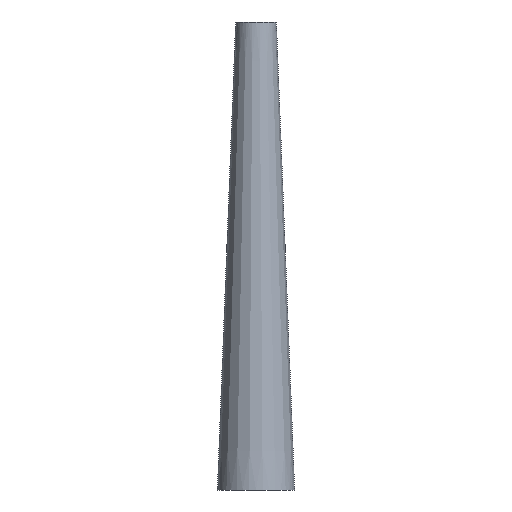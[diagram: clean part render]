
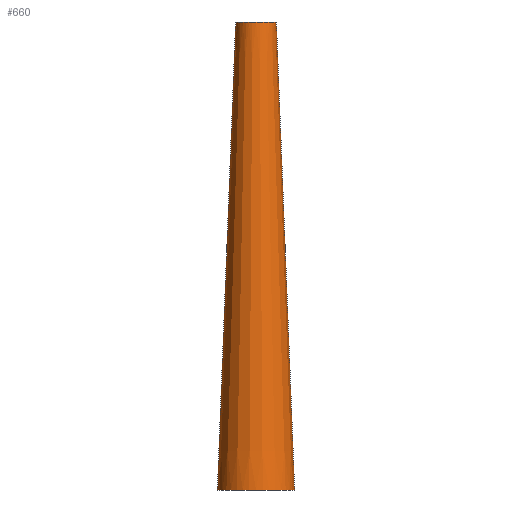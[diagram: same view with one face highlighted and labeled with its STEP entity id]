
A CAD part, left-side view. The second image highlights one B-rep face of the part: STEP entity #660.
In plain terms, the highlighted conical face has half-angle 2.241 degrees and reference radius 1.9 mm.
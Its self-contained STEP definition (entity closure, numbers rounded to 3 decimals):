
#60=CARTESIAN_POINT('',(90.56,-31.017,43.6));
#70=DIRECTION('',(0.,0.,-1.));
#80=DIRECTION('',(0.,1.,0.));
#90=AXIS2_PLACEMENT_3D('',#60,#70,#80);
#100=CIRCLE('',#90,1.9);
#110=CARTESIAN_POINT('',(90.56,-29.117,43.6));
#120=VERTEX_POINT('',#110);
#130=CARTESIAN_POINT('',(90.56,-32.917,43.6));
#140=VERTEX_POINT('',#130);
#170=EDGE_CURVE('',#140,#120,#100,.T.);
#270=CARTESIAN_POINT('',(90.56,-29.117,43.6));
#280=DIRECTION('',(0.,0.039,-0.999));
#290=VECTOR('',#280,48.593);
#300=LINE('',#270,#290);
#310=CARTESIAN_POINT('',(90.56,-30.017,66.6));
#320=VERTEX_POINT('',#310);
#330=EDGE_CURVE('',#320,#120,#300,.T.);
#360=CARTESIAN_POINT('',(90.56,-32.917,43.6));
#370=DIRECTION('',(0.,-0.039,-0.999));
#380=VECTOR('',#370,48.593);
#390=LINE('',#360,#380);
#400=CARTESIAN_POINT('',(90.56,-32.017,66.6));
#410=VERTEX_POINT('',#400);
#420=EDGE_CURVE('',#410,#140,#390,.T.);
#440=CARTESIAN_POINT('',(90.56,-31.017,66.6));
#450=DIRECTION('',(0.,0.,-1.));
#460=DIRECTION('',(0.,-1.,0.));
#470=AXIS2_PLACEMENT_3D('',#440,#450,#460);
#480=CIRCLE('',#470,1.);
#540=CARTESIAN_POINT('',(90.56,-31.017,43.6));
#550=DIRECTION('',(0.,0.,-1.));
#560=DIRECTION('',(0.,-1.,0.));
#570=AXIS2_PLACEMENT_3D('',#540,#550,#560);
#580=CONICAL_SURFACE('',#570,1.9,0.039);
#590=ORIENTED_EDGE('',*,*,#330,.T.);
#600=EDGE_CURVE('',#410,#320,#480,.T.);
#610=ORIENTED_EDGE('',*,*,#600,.T.);
#620=ORIENTED_EDGE('',*,*,#420,.F.);
#630=ORIENTED_EDGE('',*,*,#170,.F.);
#640=EDGE_LOOP('',(#630,#620,#610,#590));
#650=FACE_OUTER_BOUND('',#640,.T.);
#660=ADVANCED_FACE('',(#650),#580,.T.);
